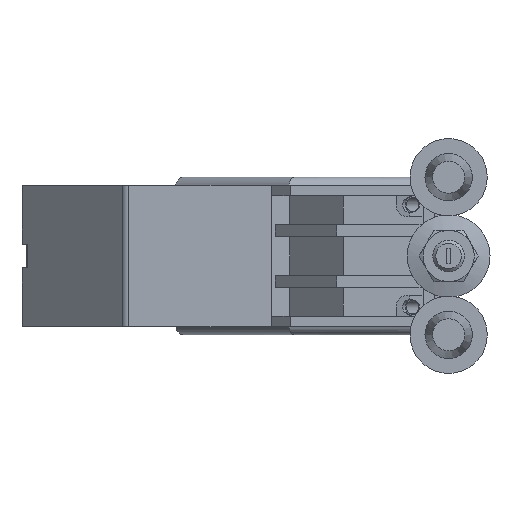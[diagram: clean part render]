
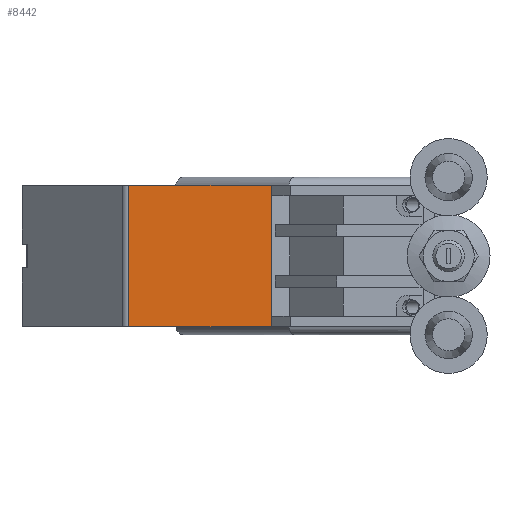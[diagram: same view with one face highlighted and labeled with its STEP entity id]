
A CAD part, left-side view. The second image highlights one B-rep face of the part: STEP entity #8442.
In plain terms, the highlighted face is planar.
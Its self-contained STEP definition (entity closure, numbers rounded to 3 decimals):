
#829=ORIENTED_EDGE('',*,*,#3383,.T.);
#830=ORIENTED_EDGE('',*,*,#3384,.F.);
#831=ORIENTED_EDGE('',*,*,#3385,.F.);
#832=ORIENTED_EDGE('',*,*,#3386,.T.);
#3383=EDGE_CURVE('',#4658,#4659,#5500,.T.);
#3384=EDGE_CURVE('',#4660,#4659,#5501,.T.);
#3385=EDGE_CURVE('',#4661,#4660,#5502,.T.);
#3386=EDGE_CURVE('',#4661,#4658,#5503,.T.);
#4658=VERTEX_POINT('',#12601);
#4659=VERTEX_POINT('',#12602);
#4660=VERTEX_POINT('',#12604);
#4661=VERTEX_POINT('',#12606);
#5500=LINE('',#12600,#6295);
#5501=LINE('',#12603,#6296);
#5502=LINE('',#12605,#6297);
#5503=LINE('',#12607,#6298);
#6295=VECTOR('',#9992,1000.);
#6296=VECTOR('',#9993,1000.);
#6297=VECTOR('',#9994,1000.);
#6298=VECTOR('',#9995,1000.);
#7023=EDGE_LOOP('',(#829,#830,#831,#832));
#7586=FACE_BOUND('',#7023,.T.);
#8146=PLANE('',#9011);
#8442=ADVANCED_FACE('',(#7586),#8146,.F.);
#9011=AXIS2_PLACEMENT_3D('',#12599,#9990,#9991);
#9990=DIRECTION('',(0.383,-0.924,0.));
#9991=DIRECTION('',(0.924,0.383,0.));
#9992=DIRECTION('',(-0.924,-0.383,0.));
#9993=DIRECTION('',(0.,0.,-1.));
#9994=DIRECTION('',(-0.924,-0.383,0.));
#9995=DIRECTION('',(0.,0.,-1.));
#12599=CARTESIAN_POINT('',(-0.765,-0.317,17.9));
#12600=CARTESIAN_POINT('',(-0.765,-0.317,-17.9));
#12601=CARTESIAN_POINT('',(-0.765,-0.317,-17.9));
#12602=CARTESIAN_POINT('',(-34.25,-14.187,-17.9));
#12603=CARTESIAN_POINT('',(-34.25,-14.187,17.9));
#12604=CARTESIAN_POINT('',(-34.25,-14.187,17.9));
#12605=CARTESIAN_POINT('',(-0.765,-0.317,17.9));
#12606=CARTESIAN_POINT('',(-0.765,-0.317,17.9));
#12607=CARTESIAN_POINT('',(-0.765,-0.317,17.9));
